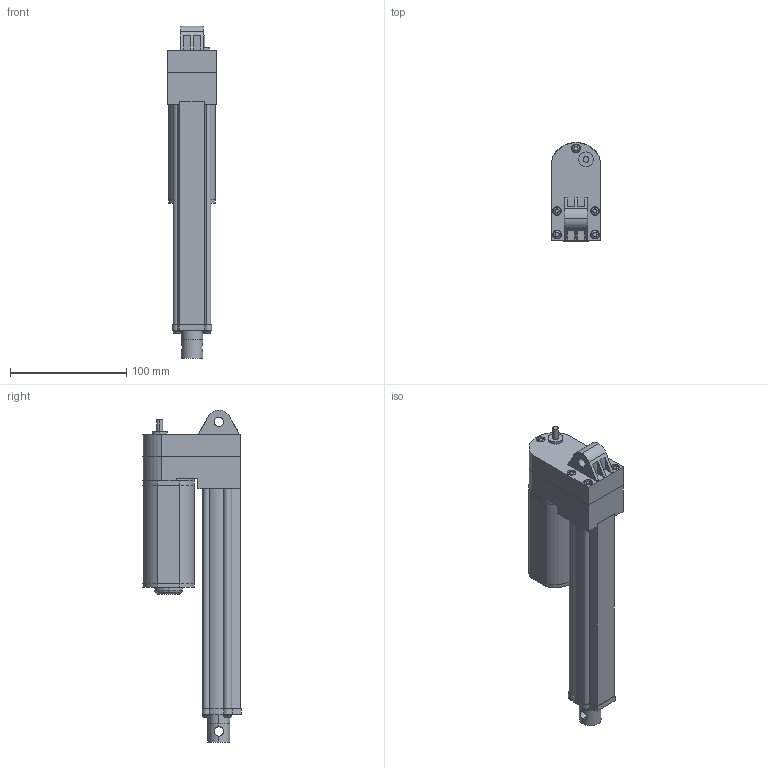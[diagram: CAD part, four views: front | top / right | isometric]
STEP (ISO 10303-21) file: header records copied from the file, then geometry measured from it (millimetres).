
FILE_DESCRIPTION (( 'STEP AP214' ), '1' );
FILE_NAME ('PA-09-6.STEP', '2017-03-17T17:27:49', ( '' ), ( '' ), 'SwSTEP 2.0', 'SolidWorks 2017', '' );
FILE_SCHEMA (( 'AUTOMOTIVE_DESIGN' ));
Length unit declared in the file: inch
Products named in the file (1): PA-09-6
Bounding box: 42.67 x 84.98 x 286 mm (x, y, z)
Volume: 478141 mm3; surface area: 81233.2 mm2
Topology: 9 solids, 9 shells, 185 faces, 424 edges, 274 vertices
Faces by surface type: cylinder 82, plane 81, torus 20, cone 2
Entity records: 5528 total; most frequent: CARTESIAN_POINT 1012, DIRECTION 994, ORIENTED_EDGE 848, EDGE_CURVE 424, AXIS2_PLACEMENT_3D 388, VERTEX_POINT 274, LINE 218, VECTOR 218
